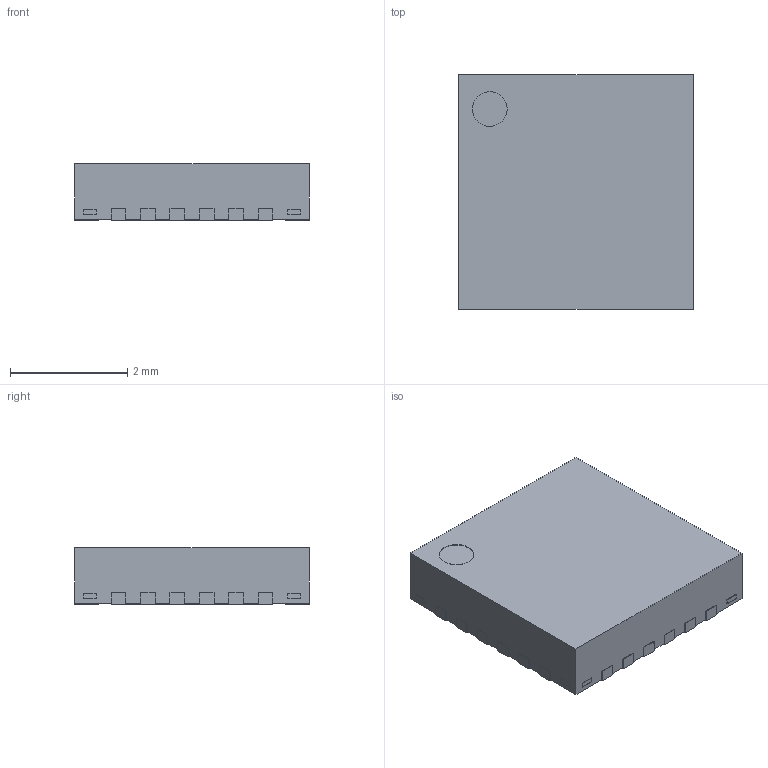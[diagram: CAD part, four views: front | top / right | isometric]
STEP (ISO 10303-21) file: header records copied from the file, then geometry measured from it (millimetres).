
FILE_DESCRIPTION (( 'STEP AP214' ), '1' );
FILE_NAME ('VQFN-24_L4.0-W4.0-P0.50-TL-EP2.5.STEP', '2022-04-09T08:09:23', ( 'PC' ), ( 'Microsoft' ), 'SwSTEP 2.0', 'SolidWorks 2020', '' );
FILE_SCHEMA (( 'AUTOMOTIVE_DESIGN' ));
Length unit declared in the file: millimetre
Products named in the file (1): VQFN-24_L4.0-W4.0-P0.50-TL-EP2.5
Bounding box: 4.02 x 4.02 x 0.97 mm (x, y, z)
Volume: 15.4 mm3; surface area: 48.4 mm2
Topology: 1 solids, 1 shells, 305 faces, 858 edges, 572 vertices
Faces by surface type: plane 241, cylinder 48, bspline 16
Entity records: 13537 total; most frequent: CARTESIAN_POINT 2354, ORIENTED_EDGE 1716, DIRECTION 1459, EDGE_CURVE 858, LINE 687, VECTOR 687, VERTEX_POINT 572, AXIS2_PLACEMENT_3D 386
